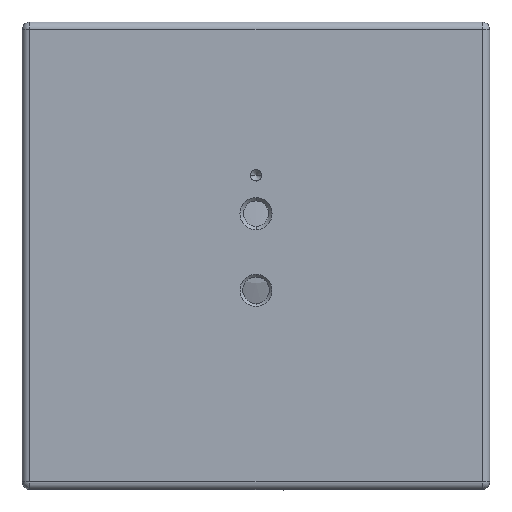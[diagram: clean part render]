
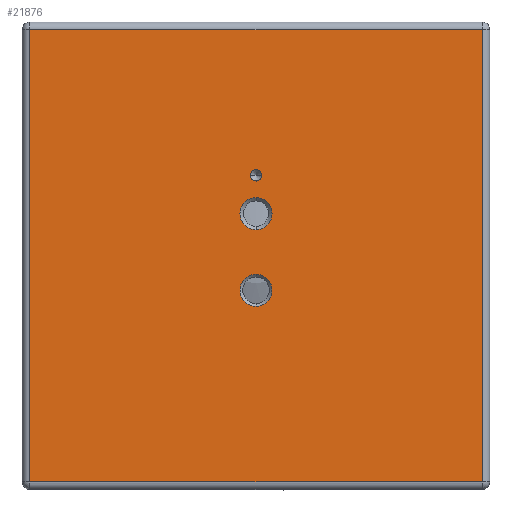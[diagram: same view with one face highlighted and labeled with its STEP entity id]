
A CAD part, front view. The second image highlights one B-rep face of the part: STEP entity #21876.
In plain terms, the highlighted planar face has unit normal (0, -1, 0).
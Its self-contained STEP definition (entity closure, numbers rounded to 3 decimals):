
#19839 = CARTESIAN_POINT ( 'NONE',  ( -5.519, -30.396, -20. ) ) ;
#19972 = CARTESIAN_POINT ( 'NONE',  ( -6.269, -30.396, -32.917 ) ) ;
#19986 = CARTESIAN_POINT ( 'NONE',  ( -35.769, -30.396, -60. ) ) ;
#19990 = CARTESIAN_POINT ( 'NONE',  ( -6.269, -30.396, -27.1 ) ) ;
#19991 = DIRECTION ( 'NONE',  ( 0., 0., -1. ) ) ;
#19992 = DIRECTION ( 'NONE',  ( 0., -1., 0. ) ) ;
#19993 = CARTESIAN_POINT ( 'NONE',  ( -6.269, -30.396, -25. ) ) ;
#19994 = AXIS2_PLACEMENT_3D ( 'NONE', #19993, #19992, #19991 ) ;
#19995 = CIRCLE ( 'NONE', #19994, 2.1 ) ;
#19996 = DIRECTION ( 'NONE',  ( 1., 0., 0. ) ) ;
#19997 = DIRECTION ( 'NONE',  ( 0., -1., 0. ) ) ;
#19998 = CARTESIAN_POINT ( 'NONE',  ( -6.269, -30.396, -20. ) ) ;
#19999 = AXIS2_PLACEMENT_3D ( 'NONE', #19998, #19997, #19996 ) ;
#20000 = CIRCLE ( 'NONE', #19999, 0.75 ) ;
#20001 = CARTESIAN_POINT ( 'NONE',  ( -6.269, -30.396, -37.083 ) ) ;
#20035 = CARTESIAN_POINT ( 'NONE',  ( -7.019, -30.396, -20. ) ) ;
#20144 = DIRECTION ( 'NONE',  ( 0., 0., -1. ) ) ;
#20145 = DIRECTION ( 'NONE',  ( 0., -1., 0. ) ) ;
#20146 = CARTESIAN_POINT ( 'NONE',  ( -6.269, -30.396, -35. ) ) ;
#20147 = AXIS2_PLACEMENT_3D ( 'NONE', #20146, #20145, #20144 ) ;
#20148 = CIRCLE ( 'NONE', #20147, 2.083 ) ;
#20154 = CARTESIAN_POINT ( 'NONE',  ( -6.269, -30.396, -22.9 ) ) ;
#20646 = ORIENTED_EDGE ( 'NONE', *, *, #29756, .F. ) ;
#21217 = ORIENTED_EDGE ( 'NONE', *, *, #21875, .F. ) ;
#21520 = EDGE_LOOP ( 'NONE', ( #21217, #20646 ) ) ;
#21629 = CARTESIAN_POINT ( 'NONE',  ( 23.231, -30.396, -60. ) ) ;
#21630 = DIRECTION ( 'NONE',  ( 1., 0., 0. ) ) ;
#21631 = VECTOR ( 'NONE', #21630, 1000. ) ;
#21632 = CARTESIAN_POINT ( 'NONE',  ( 24.231, -30.396, -60. ) ) ;
#21633 = LINE ( 'NONE', #21632, #21631 ) ;
#21634 = DIRECTION ( 'NONE',  ( 0., 0., 1. ) ) ;
#21635 = VECTOR ( 'NONE', #21634, 1000. ) ;
#21636 = CARTESIAN_POINT ( 'NONE',  ( 23.231, -30.396, -61. ) ) ;
#21637 = LINE ( 'NONE', #21636, #21635 ) ;
#21638 = CARTESIAN_POINT ( 'NONE',  ( 23.231, -30.396, -1. ) ) ;
#21678 = EDGE_CURVE ( 'NONE', #35476, #21880, #29966, .T. ) ;
#21864 = EDGE_LOOP ( 'NONE', ( #21865, #21866 ) ) ;
#21865 = ORIENTED_EDGE ( 'NONE', *, *, #21869, .F. ) ;
#21866 = ORIENTED_EDGE ( 'NONE', *, *, #29811, .F. ) ;
#21867 = EDGE_LOOP ( 'NONE', ( #35452, #35449 ) ) ;
#21869 = EDGE_CURVE ( 'NONE', #29755, #29747, #31324, .T. ) ;
#21875 = EDGE_CURVE ( 'NONE', #29691, #29770, #31358, .T. ) ;
#21876 = ADVANCED_FACE ( 'NONE', ( #31354, #31353, #31352, #31351 ), #31390, .T. ) ;
#21877 = EDGE_LOOP ( 'NONE', ( #21878, #35480, #35478, #35477 ) ) ;
#21878 = ORIENTED_EDGE ( 'NONE', *, *, #21879, .T. ) ;
#21879 = EDGE_CURVE ( 'NONE', #21880, #29768, #31385, .T. ) ;
#21880 = VERTEX_POINT ( 'NONE', #31381 ) ;
#21881 = EDGE_CURVE ( 'NONE', #29760, #29808, #31379, .T. ) ;
#29691 = VERTEX_POINT ( 'NONE', #19839 ) ;
#29747 = VERTEX_POINT ( 'NONE', #19972 ) ;
#29755 = VERTEX_POINT ( 'NONE', #20001 ) ;
#29756 = EDGE_CURVE ( 'NONE', #29770, #29691, #20000, .T. ) ;
#29759 = EDGE_CURVE ( 'NONE', #29808, #29760, #19995, .T. ) ;
#29760 = VERTEX_POINT ( 'NONE', #19990 ) ;
#29768 = VERTEX_POINT ( 'NONE', #19986 ) ;
#29770 = VERTEX_POINT ( 'NONE', #20035 ) ;
#29808 = VERTEX_POINT ( 'NONE', #20154 ) ;
#29811 = EDGE_CURVE ( 'NONE', #29747, #29755, #20148, .T. ) ;
#29963 = DIRECTION ( 'NONE',  ( -1., 0., 0. ) ) ;
#29964 = VECTOR ( 'NONE', #29963, 1000. ) ;
#29965 = CARTESIAN_POINT ( 'NONE',  ( -36.769, -30.396, -1. ) ) ;
#29966 = LINE ( 'NONE', #29965, #29964 ) ;
#31321 = DIRECTION ( 'NONE',  ( 0., 0., -1. ) ) ;
#31322 = DIRECTION ( 'NONE',  ( 0., -1., 0. ) ) ;
#31323 = AXIS2_PLACEMENT_3D ( 'NONE', #31330, #31322, #31321 ) ;
#31324 = CIRCLE ( 'NONE', #31323, 2.083 ) ;
#31330 = CARTESIAN_POINT ( 'NONE',  ( -6.269, -30.396, -35. ) ) ;
#31351 = FACE_BOUND ( 'NONE', #21867, .T. ) ;
#31352 = FACE_BOUND ( 'NONE', #21864, .T. ) ;
#31353 = FACE_BOUND ( 'NONE', #21520, .T. ) ;
#31354 = FACE_OUTER_BOUND ( 'NONE', #21877, .T. ) ;
#31355 = DIRECTION ( 'NONE',  ( 1., 0., 0. ) ) ;
#31356 = DIRECTION ( 'NONE',  ( 0., -1., 0. ) ) ;
#31357 = AXIS2_PLACEMENT_3D ( 'NONE', #31364, #31356, #31355 ) ;
#31358 = CIRCLE ( 'NONE', #31357, 0.75 ) ;
#31364 = CARTESIAN_POINT ( 'NONE',  ( -6.269, -30.396, -20. ) ) ;
#31378 = CARTESIAN_POINT ( 'NONE',  ( -6.269, -30.396, -25. ) ) ;
#31379 = CIRCLE ( 'NONE', #31430, 2.1 ) ;
#31381 = CARTESIAN_POINT ( 'NONE',  ( -35.769, -30.396, -1. ) ) ;
#31382 = DIRECTION ( 'NONE',  ( 0., 0., -1. ) ) ;
#31383 = VECTOR ( 'NONE', #31382, 1000. ) ;
#31384 = CARTESIAN_POINT ( 'NONE',  ( -35.769, -30.396, -61. ) ) ;
#31385 = LINE ( 'NONE', #31384, #31383 ) ;
#31386 = DIRECTION ( 'NONE',  ( 1., 0., 0. ) ) ;
#31387 = DIRECTION ( 'NONE',  ( 0., -1., 0. ) ) ;
#31388 = CARTESIAN_POINT ( 'NONE',  ( 24.231, -30.396, -61. ) ) ;
#31389 = AXIS2_PLACEMENT_3D ( 'NONE', #31388, #31387, #31386 ) ;
#31390 = PLANE ( 'NONE',  #31389 ) ;
#31428 = DIRECTION ( 'NONE',  ( 0., 0., -1. ) ) ;
#31429 = DIRECTION ( 'NONE',  ( 0., -1., 0. ) ) ;
#31430 = AXIS2_PLACEMENT_3D ( 'NONE', #31378, #31429, #31428 ) ;
#35449 = ORIENTED_EDGE ( 'NONE', *, *, #29759, .F. ) ;
#35452 = ORIENTED_EDGE ( 'NONE', *, *, #21881, .F. ) ;
#35476 = VERTEX_POINT ( 'NONE', #21638 ) ;
#35477 = ORIENTED_EDGE ( 'NONE', *, *, #21678, .T. ) ;
#35478 = ORIENTED_EDGE ( 'NONE', *, *, #35479, .T. ) ;
#35479 = EDGE_CURVE ( 'NONE', #35482, #35476, #21637, .T. ) ;
#35480 = ORIENTED_EDGE ( 'NONE', *, *, #35481, .T. ) ;
#35481 = EDGE_CURVE ( 'NONE', #29768, #35482, #21633, .T. ) ;
#35482 = VERTEX_POINT ( 'NONE', #21629 ) ;
